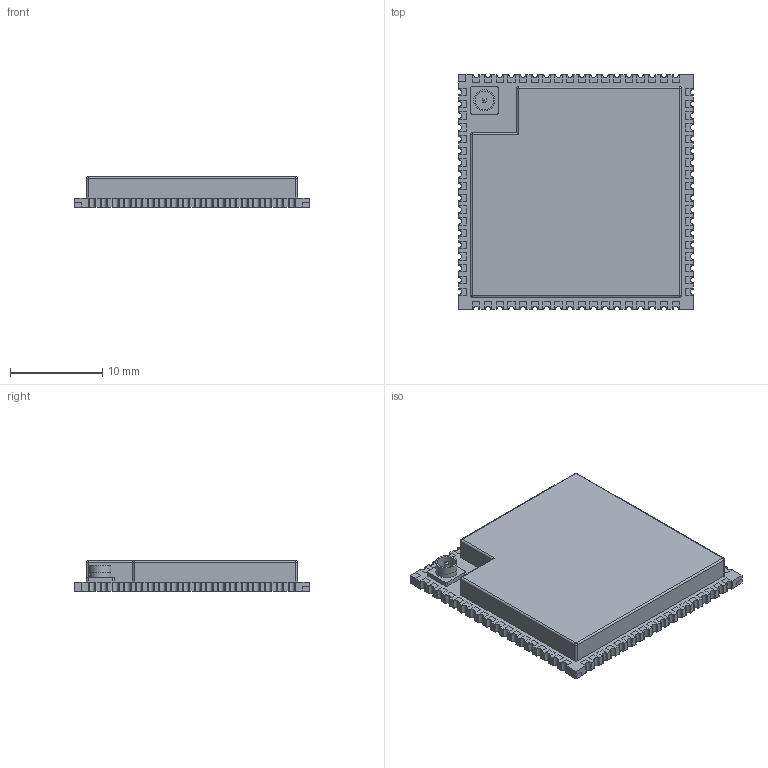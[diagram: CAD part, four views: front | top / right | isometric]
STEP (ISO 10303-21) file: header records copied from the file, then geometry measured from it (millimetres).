
FILE_DESCRIPTION(('FreeCAD Model'),'2;1');
FILE_NAME('Open CASCADE Shape Model','2024-11-13T10:06:21',( 'kicad StepUp'),('ksu MCAD'),'Open CASCADE STEP processor 7.6', 'FreeCAD','Unknown');
FILE_SCHEMA(('AUTOMOTIVE_DESIGN { 1 0 10303 214 1 1 1 1 }'));
Length unit declared in the file: millimetre
Products named in the file (1): Sipeed-M1W
Bounding box: 25.4 x 25.4 x 3.3 mm (x, y, z)
Volume: 1780.8 mm3; surface area: 1627.3 mm2
Topology: 1 solids, 1 shells, 499 faces, 1459 edges, 964 vertices
Faces by surface type: plane 402, cylinder 91, sphere 5, revolution 1
Full cylindrical faces by diameter (mm): 0.5 x1, 2 x1, 2.3 x2
Entity records: 19827 total; most frequent: CARTESIAN_POINT 2925, ORIENTED_EDGE 2908, DIRECTION 2635, EDGE_CURVE 1454, LINE 1272, VECTOR 1272, VERTEX_POINT 964, AXIS2_PLACEMENT_3D 681
